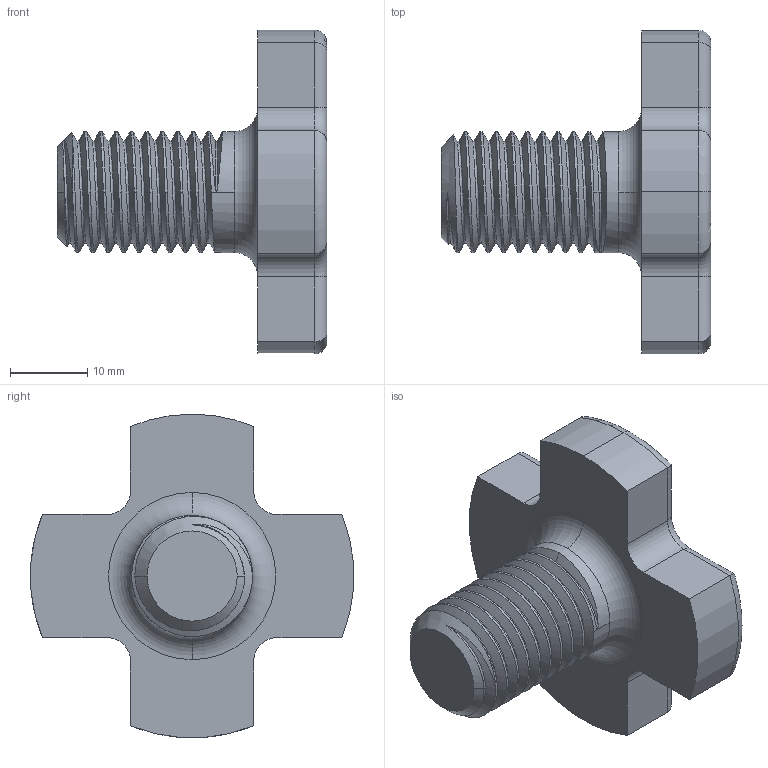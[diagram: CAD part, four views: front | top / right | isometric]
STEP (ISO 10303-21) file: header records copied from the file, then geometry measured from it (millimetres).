
FILE_DESCRIPTION (( 'STEP AP203' ), '1' );
FILE_NAME ('102.10.32_D_3D-Zeichnung.STEP', '2024-03-19T14:53:56', ( '' ), ( '' ), 'SwSTEP 2.0', 'SolidWorks 2023', '' );
FILE_SCHEMA (( 'CONFIG_CONTROL_DESIGN' ));
Length unit declared in the file: metre
Products named in the file (3): 403.11.32_D_3D-Zeichnung.STEP; 102.10.32_D_3D-Zeichnung; _Q_r____FMB32.STEP
Assembly tree (2 placements, depth 3):
  102.10.32_D_3D-Zeichnung
    403.11.32_D_3D-Zeichnung.STEP
      _Q_r____FMB32.STEP
Bounding box: 35 x 41.93 x 41.98 mm (x, y, z)
Volume: 13992 mm3; surface area: 5087.7 mm2
Topology: 1 solids, 1 shells, 67 faces, 176 edges, 112 vertices
Faces by surface type: cylinder 37, torus 11, plane 11, cone 4, bspline 4
Entity records: 5950 total; most frequent: CARTESIAN_POINT 4136, ORIENTED_EDGE 352, DIRECTION 299, EDGE_CURVE 176, AXIS2_PLACEMENT_3D 118, VERTEX_POINT 112, EDGE_LOOP 68, ADVANCED_FACE 67
